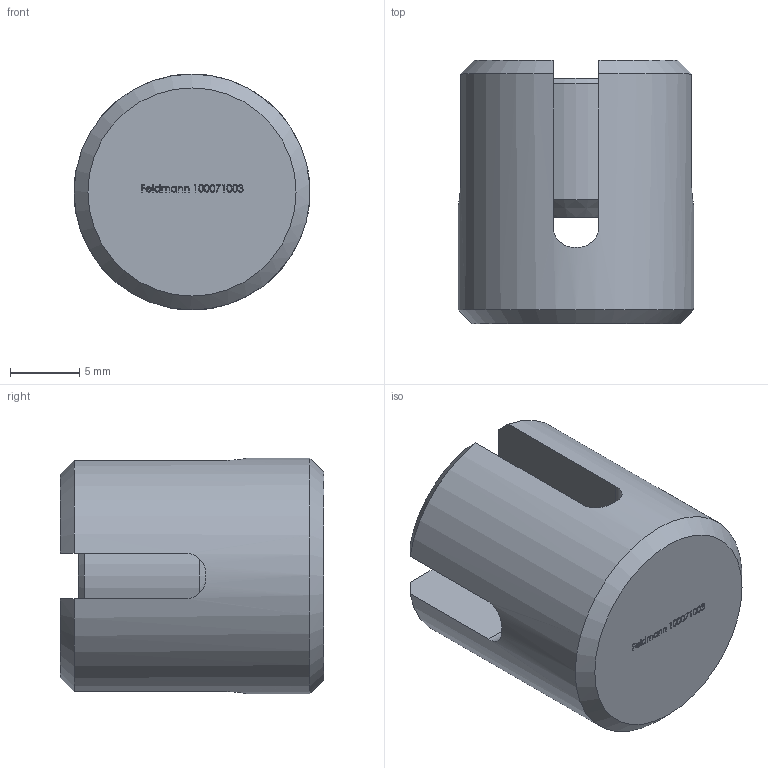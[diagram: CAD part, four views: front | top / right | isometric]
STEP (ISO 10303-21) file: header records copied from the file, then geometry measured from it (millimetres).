
FILE_DESCRIPTION (( 'STEP AP203' ), '1' );
FILE_NAME ('100071003.step', '2020-01-31T11:40:20', ( '' ), ( '' ), 'SwSTEP 2.0', 'SolidWorks 2015', '' );
FILE_SCHEMA (( 'CONFIG_CONTROL_DESIGN' ));
Length unit declared in the file: millimetre
Products named in the file (6): DIN913_DIN913 M10x10; 10007100X Teil1_100071003 Teil1; DIN913; 100071003; 10007100X Teil1
Assembly tree (3 placements, depth 2):
  100071003
    10007100X Teil1_100071003 Teil1
    DIN913_DIN913 M10x10
  10007100X Teil1
  100071003
    DIN913
Bounding box: 17 x 19 x 17 mm (x, y, z)
Volume: 3376.1 mm3; surface area: 2409.7 mm2
Topology: 2 solids, 2 shells, 256 faces, 679 edges, 453 vertices
Faces by surface type: plane 126, bspline 107, cone 12, cylinder 11
Full cylindrical faces by diameter (mm): 8.5 x1, 10 x1, 17 x1
Entity records: 15364 total; most frequent: CARTESIAN_POINT 9259, ORIENTED_EDGE 1334, DIRECTION 768, EDGE_CURVE 667, VERTEX_POINT 447, LINE 390, VECTOR 390, EDGE_LOOP 288
